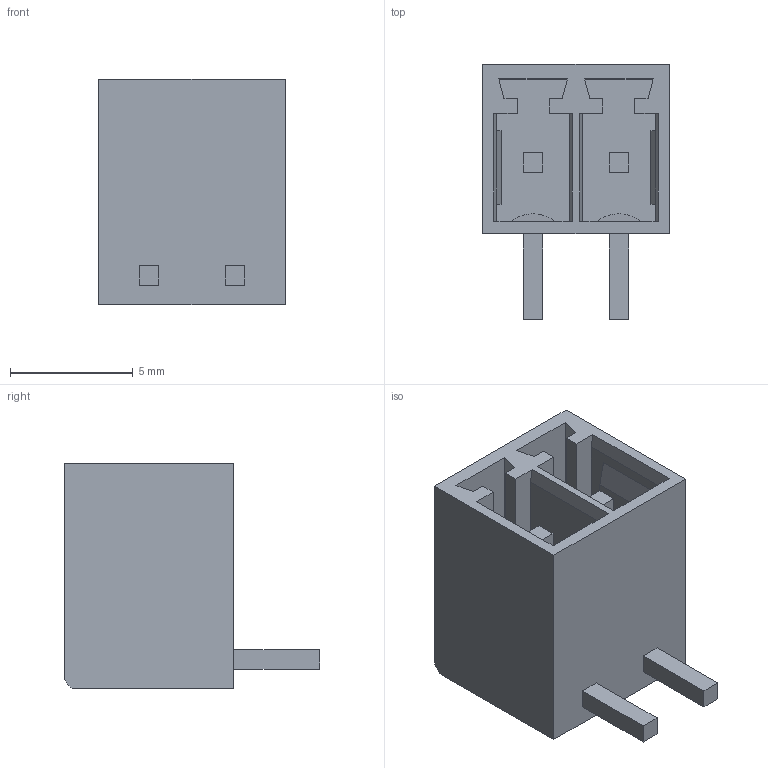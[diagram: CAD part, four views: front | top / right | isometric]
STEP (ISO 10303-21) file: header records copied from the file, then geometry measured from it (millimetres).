
FILE_DESCRIPTION((''),'2;1');
FILE_NAME('C-2350514-2','2022-03-29T01:52:29',('workeradm'),('TE Connectivity Ltd.'),'CREO PARAMETRIC BY PTC INC, 2021072','CREO PARAMETRIC BY PTC INC, 2021072','');
FILE_SCHEMA(('AUTOMOTIVE_DESIGN { 1 0 10303 214 1 1 1 1 }'));
Length unit declared in the file: millimetre
Products named in the file (1): C-2350514-2
Bounding box: 7.6 x 10.4 x 9.2 mm (x, y, z)
Volume: 329 mm3; surface area: 633 mm2
Topology: 1 solids, 1 shells, 71 faces, 185 edges, 122 vertices
Faces by surface type: plane 68, cylinder 3
Entity records: 2187 total; most frequent: CARTESIAN_POINT 396, ORIENTED_EDGE 370, DIRECTION 329, EDGE_CURVE 185, VECTOR 179, LINE 179, VERTEX_POINT 122, EDGE_LOOP 77
